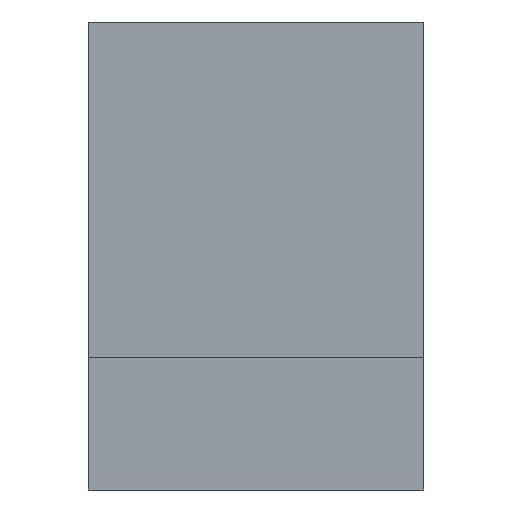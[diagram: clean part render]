
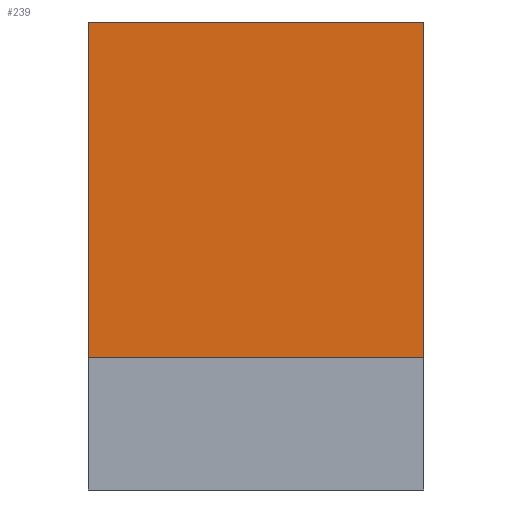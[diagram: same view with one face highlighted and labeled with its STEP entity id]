
A CAD part, left-side view. The second image highlights one B-rep face of the part: STEP entity #239.
In plain terms, the highlighted planar face has unit normal (-1, 0, 0).
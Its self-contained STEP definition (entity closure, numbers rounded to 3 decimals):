
#20 = VECTOR ( 'NONE', #97, 1000. ) ;
#21 = DIRECTION ( 'NONE',  ( 0., -1., 0. ) ) ;
#49 = EDGE_CURVE ( 'NONE', #154, #438, #132, .T. ) ;
#51 = DIRECTION ( 'NONE',  ( 0., 0., -1. ) ) ;
#52 = VECTOR ( 'NONE', #455, 1000. ) ;
#81 = AXIS2_PLACEMENT_3D ( 'NONE', #341, #124, #51 ) ;
#97 = DIRECTION ( 'NONE',  ( 0., -1., 0. ) ) ;
#104 = EDGE_CURVE ( 'NONE', #321, #290, #160, .T. ) ;
#110 = CARTESIAN_POINT ( 'NONE',  ( -17.5, -6., 6. ) ) ;
#124 = DIRECTION ( 'NONE',  ( 1., 0., 0. ) ) ;
#126 = CARTESIAN_POINT ( 'NONE',  ( -17.5, -6., 6. ) ) ;
#132 = LINE ( 'NONE', #458, #20 ) ;
#147 = EDGE_CURVE ( 'NONE', #321, #154, #385, .T. ) ;
#154 = VERTEX_POINT ( 'NONE', #264 ) ;
#160 = LINE ( 'NONE', #449, #200 ) ;
#177 = EDGE_LOOP ( 'NONE', ( #285, #413, #178, #183 ) ) ;
#178 = ORIENTED_EDGE ( 'NONE', *, *, #104, .F. ) ;
#182 = CARTESIAN_POINT ( 'NONE',  ( -17.5, 6., 6. ) ) ;
#183 = ORIENTED_EDGE ( 'NONE', *, *, #147, .T. ) ;
#200 = VECTOR ( 'NONE', #21, 1000. ) ;
#231 = CARTESIAN_POINT ( 'NONE',  ( -17.5, -6., -6. ) ) ;
#239 = ADVANCED_FACE ( 'NONE', ( #307 ), #374, .F. ) ;
#261 = DIRECTION ( 'NONE',  ( 0., 0., -1. ) ) ;
#264 = CARTESIAN_POINT ( 'NONE',  ( -17.5, 6., -6. ) ) ;
#268 = CARTESIAN_POINT ( 'NONE',  ( -17.5, 6., 6. ) ) ;
#285 = ORIENTED_EDGE ( 'NONE', *, *, #49, .T. ) ;
#290 = VERTEX_POINT ( 'NONE', #110 ) ;
#307 = FACE_OUTER_BOUND ( 'NONE', #177, .T. ) ;
#321 = VERTEX_POINT ( 'NONE', #182 ) ;
#341 = CARTESIAN_POINT ( 'NONE',  ( -17.5, -6., 6. ) ) ;
#374 = PLANE ( 'NONE',  #81 ) ;
#382 = EDGE_CURVE ( 'NONE', #290, #438, #383, .T. ) ;
#383 = LINE ( 'NONE', #126, #401 ) ;
#385 = LINE ( 'NONE', #268, #52 ) ;
#401 = VECTOR ( 'NONE', #261, 1000. ) ;
#413 = ORIENTED_EDGE ( 'NONE', *, *, #382, .F. ) ;
#438 = VERTEX_POINT ( 'NONE', #231 ) ;
#449 = CARTESIAN_POINT ( 'NONE',  ( -17.5, -6., 6. ) ) ;
#455 = DIRECTION ( 'NONE',  ( 0., 0., -1. ) ) ;
#458 = CARTESIAN_POINT ( 'NONE',  ( -17.5, -6., -6. ) ) ;
